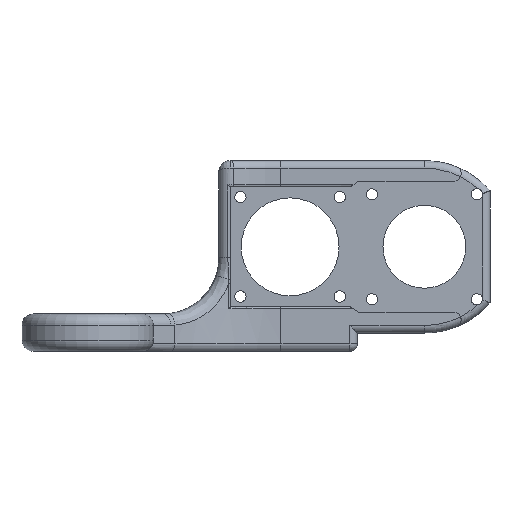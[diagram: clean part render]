
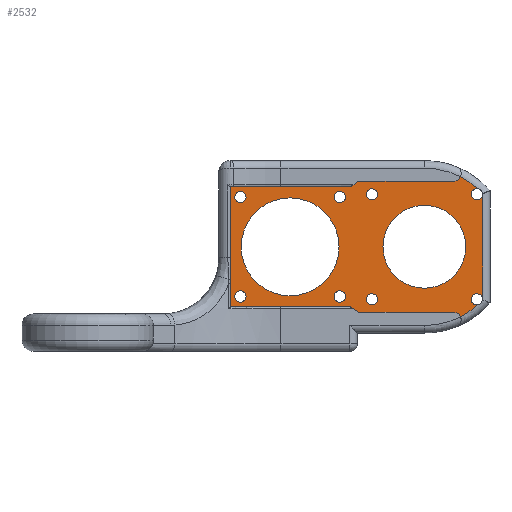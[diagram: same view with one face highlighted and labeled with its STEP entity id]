
A CAD part, left-side view. The second image highlights one B-rep face of the part: STEP entity #2532.
In plain terms, the highlighted planar face has unit normal (-1, 0, 0).
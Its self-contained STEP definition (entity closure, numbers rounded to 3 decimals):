
#41=FACE_BOUND('',#422,.T.);
#42=FACE_BOUND('',#423,.T.);
#43=FACE_BOUND('',#424,.T.);
#44=FACE_BOUND('',#425,.T.);
#45=FACE_BOUND('',#426,.T.);
#46=FACE_BOUND('',#427,.T.);
#47=FACE_BOUND('',#428,.T.);
#48=FACE_BOUND('',#429,.T.);
#83=PLANE('',#2821);
#253=FACE_OUTER_BOUND('',#421,.T.);
#421=EDGE_LOOP('',(#2113,#2114,#2115,#2116,#2117,#2118,#2119,#2120,#2121,
#2122,#2123,#2124,#2125,#2126,#2127,#2128));
#422=EDGE_LOOP('',(#2129));
#423=EDGE_LOOP('',(#2130));
#424=EDGE_LOOP('',(#2131));
#425=EDGE_LOOP('',(#2132));
#426=EDGE_LOOP('',(#2133));
#427=EDGE_LOOP('',(#2134));
#428=EDGE_LOOP('',(#2135));
#429=EDGE_LOOP('',(#2136));
#609=CIRCLE('',#2775,2.);
#610=CIRCLE('',#2777,21.);
#616=CIRCLE('',#2785,21.);
#617=CIRCLE('',#2787,2.);
#626=CIRCLE('',#2809,1.5);
#629=CIRCLE('',#2812,1.5);
#630=CIRCLE('',#2814,1.5);
#633=CIRCLE('',#2817,1.5);
#635=CIRCLE('',#2822,1.5);
#636=CIRCLE('',#2823,1.5);
#637=CIRCLE('',#2824,1.5);
#638=CIRCLE('',#2825,1.5);
#639=CIRCLE('',#2826,13.05);
#640=CIRCLE('',#2827,11.05);
#641=CIRCLE('',#2828,1.5);
#642=CIRCLE('',#2829,1.5);
#665=LINE('',#3839,#856);
#668=LINE('',#3844,#859);
#732=LINE('',#4346,#923);
#775=LINE('',#4698,#966);
#779=LINE('',#4721,#970);
#780=LINE('',#4723,#971);
#781=LINE('',#4725,#972);
#782=LINE('',#4726,#973);
#856=VECTOR('',#2968,10.);
#859=VECTOR('',#2973,10.);
#923=VECTOR('',#3219,10.);
#966=VECTOR('',#3434,10.);
#970=VECTOR('',#3468,10.);
#971=VECTOR('',#3469,10.);
#972=VECTOR('',#3470,10.);
#973=VECTOR('',#3471,10.);
#1063=VERTEX_POINT('',#3836);
#1064=VERTEX_POINT('',#3838);
#1065=VERTEX_POINT('',#3842);
#1161=VERTEX_POINT('',#4343);
#1162=VERTEX_POINT('',#4345);
#1201=VERTEX_POINT('',#4551);
#1204=VERTEX_POINT('',#4557);
#1206=VERTEX_POINT('',#4577);
#1209=VERTEX_POINT('',#4600);
#1212=VERTEX_POINT('',#4617);
#1213=VERTEX_POINT('',#4636);
#1225=VERTEX_POINT('',#4697);
#1226=VERTEX_POINT('',#4702);
#1228=VERTEX_POINT('',#4710);
#1230=VERTEX_POINT('',#4722);
#1231=VERTEX_POINT('',#4724);
#1232=VERTEX_POINT('',#4727);
#1233=VERTEX_POINT('',#4729);
#1234=VERTEX_POINT('',#4731);
#1235=VERTEX_POINT('',#4733);
#1236=VERTEX_POINT('',#4735);
#1237=VERTEX_POINT('',#4737);
#1238=VERTEX_POINT('',#4739);
#1239=VERTEX_POINT('',#4741);
#1306=EDGE_CURVE('',#1063,#1064,#665,.T.);
#1309=EDGE_CURVE('',#1065,#1063,#668,.T.);
#1440=EDGE_CURVE('',#1161,#1162,#732,.T.);
#1507=EDGE_CURVE('',#1204,#1201,#609,.T.);
#1509=EDGE_CURVE('',#1206,#1204,#610,.T.);
#1519=EDGE_CURVE('',#1212,#1209,#616,.T.);
#1521=EDGE_CURVE('',#1213,#1212,#617,.T.);
#1544=EDGE_CURVE('',#1201,#1225,#775,.T.);
#1547=EDGE_CURVE('',#1162,#1226,#626,.T.);
#1551=EDGE_CURVE('',#1226,#1206,#629,.T.);
#1552=EDGE_CURVE('',#1209,#1228,#630,.T.);
#1556=EDGE_CURVE('',#1228,#1161,#633,.T.);
#1558=EDGE_CURVE('',#1064,#1213,#779,.T.);
#1559=EDGE_CURVE('',#1230,#1065,#780,.T.);
#1560=EDGE_CURVE('',#1231,#1230,#781,.T.);
#1561=EDGE_CURVE('',#1225,#1231,#782,.T.);
#1562=EDGE_CURVE('',#1232,#1232,#635,.T.);
#1563=EDGE_CURVE('',#1233,#1233,#636,.T.);
#1564=EDGE_CURVE('',#1234,#1234,#637,.T.);
#1565=EDGE_CURVE('',#1235,#1235,#638,.T.);
#1566=EDGE_CURVE('',#1236,#1236,#639,.T.);
#1567=EDGE_CURVE('',#1237,#1237,#640,.T.);
#1568=EDGE_CURVE('',#1238,#1238,#641,.T.);
#1569=EDGE_CURVE('',#1239,#1239,#642,.T.);
#2113=ORIENTED_EDGE('',*,*,#1509,.F.);
#2114=ORIENTED_EDGE('',*,*,#1551,.F.);
#2115=ORIENTED_EDGE('',*,*,#1547,.F.);
#2116=ORIENTED_EDGE('',*,*,#1440,.F.);
#2117=ORIENTED_EDGE('',*,*,#1556,.F.);
#2118=ORIENTED_EDGE('',*,*,#1552,.F.);
#2119=ORIENTED_EDGE('',*,*,#1519,.F.);
#2120=ORIENTED_EDGE('',*,*,#1521,.F.);
#2121=ORIENTED_EDGE('',*,*,#1558,.F.);
#2122=ORIENTED_EDGE('',*,*,#1306,.F.);
#2123=ORIENTED_EDGE('',*,*,#1309,.F.);
#2124=ORIENTED_EDGE('',*,*,#1559,.F.);
#2125=ORIENTED_EDGE('',*,*,#1560,.F.);
#2126=ORIENTED_EDGE('',*,*,#1561,.F.);
#2127=ORIENTED_EDGE('',*,*,#1544,.F.);
#2128=ORIENTED_EDGE('',*,*,#1507,.F.);
#2129=ORIENTED_EDGE('',*,*,#1562,.F.);
#2130=ORIENTED_EDGE('',*,*,#1563,.F.);
#2131=ORIENTED_EDGE('',*,*,#1564,.F.);
#2132=ORIENTED_EDGE('',*,*,#1565,.F.);
#2133=ORIENTED_EDGE('',*,*,#1566,.T.);
#2134=ORIENTED_EDGE('',*,*,#1567,.F.);
#2135=ORIENTED_EDGE('',*,*,#1568,.F.);
#2136=ORIENTED_EDGE('',*,*,#1569,.F.);
#2532=ADVANCED_FACE('',(#253,#41,#42,#43,#44,#45,#46,#47,#48),#83,.T.);
#2775=AXIS2_PLACEMENT_3D('',#4574,#3353,#3354);
#2777=AXIS2_PLACEMENT_3D('',#4590,#3357,#3358);
#2785=AXIS2_PLACEMENT_3D('',#4634,#3375,#3376);
#2787=AXIS2_PLACEMENT_3D('',#4638,#3380,#3381);
#2809=AXIS2_PLACEMENT_3D('',#4703,#3440,#3441);
#2812=AXIS2_PLACEMENT_3D('',#4708,#3447,#3448);
#2814=AXIS2_PLACEMENT_3D('',#4711,#3451,#3452);
#2817=AXIS2_PLACEMENT_3D('',#4716,#3458,#3459);
#2821=AXIS2_PLACEMENT_3D('',#4720,#3466,#3467);
#2822=AXIS2_PLACEMENT_3D('',#4728,#3472,#3473);
#2823=AXIS2_PLACEMENT_3D('',#4730,#3474,#3475);
#2824=AXIS2_PLACEMENT_3D('',#4732,#3476,#3477);
#2825=AXIS2_PLACEMENT_3D('',#4734,#3478,#3479);
#2826=AXIS2_PLACEMENT_3D('',#4736,#3480,#3481);
#2827=AXIS2_PLACEMENT_3D('',#4738,#3482,#3483);
#2828=AXIS2_PLACEMENT_3D('',#4740,#3484,#3485);
#2829=AXIS2_PLACEMENT_3D('',#4742,#3486,#3487);
#2968=DIRECTION('',(0.,-0.839,0.544));
#2973=DIRECTION('',(0.,-1.,0.));
#3219=DIRECTION('',(0.,0.,-1.));
#3353=DIRECTION('center_axis',(-1.,0.,0.));
#3354=DIRECTION('ref_axis',(0.,-0.982,0.189));
#3357=DIRECTION('center_axis',(1.,0.,0.));
#3358=DIRECTION('ref_axis',(0.,-0.707,-0.707));
#3375=DIRECTION('center_axis',(1.,0.,0.));
#3376=DIRECTION('ref_axis',(0.,-0.707,0.707));
#3380=DIRECTION('center_axis',(-1.,0.,0.));
#3381=DIRECTION('ref_axis',(0.,-0.982,-0.189));
#3434=DIRECTION('',(0.,1.,0.));
#3440=DIRECTION('center_axis',(-1.,0.,0.));
#3441=DIRECTION('ref_axis',(0.,-1.,0.));
#3447=DIRECTION('center_axis',(-1.,0.,0.));
#3448=DIRECTION('ref_axis',(0.,-1.,0.));
#3451=DIRECTION('center_axis',(-1.,0.,0.));
#3452=DIRECTION('ref_axis',(0.,-1.,0.));
#3458=DIRECTION('center_axis',(-1.,0.,0.));
#3459=DIRECTION('ref_axis',(0.,-1.,0.));
#3466=DIRECTION('center_axis',(-1.,0.,0.));
#3467=DIRECTION('ref_axis',(0.,-1.,0.));
#3468=DIRECTION('',(0.,-1.,0.));
#3469=DIRECTION('',(0.,0.,1.));
#3470=DIRECTION('',(0.,1.,0.));
#3471=DIRECTION('',(0.,0.839,0.544));
#3472=DIRECTION('center_axis',(-1.,0.,0.));
#3473=DIRECTION('ref_axis',(0.,-1.,0.));
#3474=DIRECTION('center_axis',(-1.,0.,0.));
#3475=DIRECTION('ref_axis',(0.,-1.,0.));
#3476=DIRECTION('center_axis',(-1.,0.,0.));
#3477=DIRECTION('ref_axis',(0.,-1.,0.));
#3478=DIRECTION('center_axis',(-1.,0.,0.));
#3479=DIRECTION('ref_axis',(0.,-1.,0.));
#3480=DIRECTION('center_axis',(1.,0.,0.));
#3481=DIRECTION('ref_axis',(0.,-1.,0.));
#3482=DIRECTION('center_axis',(-1.,0.,0.));
#3483=DIRECTION('ref_axis',(0.,-1.,0.));
#3484=DIRECTION('center_axis',(-1.,0.,0.));
#3485=DIRECTION('ref_axis',(0.,-1.,0.));
#3486=DIRECTION('center_axis',(-1.,0.,0.));
#3487=DIRECTION('ref_axis',(0.,-1.,0.));
#3836=CARTESIAN_POINT('',(41.5,-52.5,43.9));
#3838=CARTESIAN_POINT('',(41.5,-54.814,45.4));
#3839=CARTESIAN_POINT('',(41.5,-54.814,45.4));
#3842=CARTESIAN_POINT('',(41.5,-20.5,43.9));
#3844=CARTESIAN_POINT('',(41.5,-20.5,43.9));
#4343=CARTESIAN_POINT('',(41.5,-87.814,41.9));
#4345=CARTESIAN_POINT('',(41.5,-87.814,13.9));
#4346=CARTESIAN_POINT('',(41.5,-87.814,20.438));
#4551=CARTESIAN_POINT('',(41.5,-80.108,10.4));
#4557=CARTESIAN_POINT('',(41.5,-81.928,9.23));
#4574=CARTESIAN_POINT('Origin',(41.5,-80.108,8.4));
#4577=CARTESIAN_POINT('',(41.5,-86.495,12.411));
#4590=CARTESIAN_POINT('Origin',(41.5,-72.314,27.9));
#4600=CARTESIAN_POINT('',(41.5,-86.495,43.389));
#4617=CARTESIAN_POINT('',(41.5,-81.928,46.57));
#4634=CARTESIAN_POINT('Origin',(41.5,-72.314,27.9));
#4636=CARTESIAN_POINT('',(41.5,-80.108,45.4));
#4638=CARTESIAN_POINT('Origin',(41.5,-80.108,47.4));
#4697=CARTESIAN_POINT('',(41.5,-54.814,10.4));
#4698=CARTESIAN_POINT('',(41.5,-89.814,10.4));
#4702=CARTESIAN_POINT('',(41.5,-84.814,13.9));
#4703=CARTESIAN_POINT('Origin',(41.5,-86.314,13.9));
#4708=CARTESIAN_POINT('Origin',(41.5,-86.314,13.9));
#4710=CARTESIAN_POINT('',(41.5,-84.814,41.9));
#4711=CARTESIAN_POINT('Origin',(41.5,-86.314,41.9));
#4716=CARTESIAN_POINT('Origin',(41.5,-86.314,41.9));
#4720=CARTESIAN_POINT('Origin',(41.5,-36.5,27.9));
#4721=CARTESIAN_POINT('',(41.5,-54.814,45.4));
#4722=CARTESIAN_POINT('',(41.5,-20.5,11.9));
#4723=CARTESIAN_POINT('',(41.5,-20.5,11.9));
#4724=CARTESIAN_POINT('',(41.5,-52.5,11.9));
#4725=CARTESIAN_POINT('',(41.5,-52.5,11.9));
#4726=CARTESIAN_POINT('',(41.5,-52.5,11.9));
#4727=CARTESIAN_POINT('',(41.5,-48.258,14.642));
#4728=CARTESIAN_POINT('Origin',(41.5,-49.758,14.642));
#4729=CARTESIAN_POINT('',(41.5,-48.258,41.158));
#4730=CARTESIAN_POINT('Origin',(41.5,-49.758,41.158));
#4731=CARTESIAN_POINT('',(41.5,-21.742,41.158));
#4732=CARTESIAN_POINT('Origin',(41.5,-23.242,41.158));
#4733=CARTESIAN_POINT('',(41.5,-21.742,14.642));
#4734=CARTESIAN_POINT('Origin',(41.5,-23.242,14.642));
#4735=CARTESIAN_POINT('',(41.5,-23.45,27.9));
#4736=CARTESIAN_POINT('Origin',(41.5,-36.5,27.9));
#4737=CARTESIAN_POINT('',(41.5,-61.264,27.9));
#4738=CARTESIAN_POINT('Origin',(41.5,-72.314,27.9));
#4739=CARTESIAN_POINT('',(41.5,-56.814,13.9));
#4740=CARTESIAN_POINT('Origin',(41.5,-58.314,13.9));
#4741=CARTESIAN_POINT('',(41.5,-56.814,41.9));
#4742=CARTESIAN_POINT('Origin',(41.5,-58.314,41.9));
